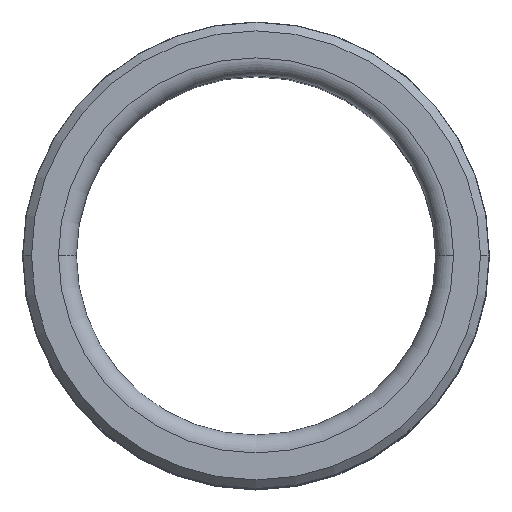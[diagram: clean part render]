
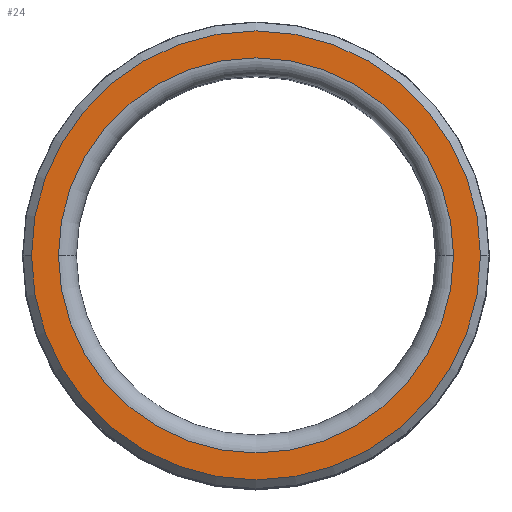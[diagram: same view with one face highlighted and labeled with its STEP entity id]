
A CAD part, top view. The second image highlights one B-rep face of the part: STEP entity #24.
In plain terms, the highlighted planar face has unit normal (0, 0, 1).
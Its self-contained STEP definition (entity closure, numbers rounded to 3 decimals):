
#24 = ADVANCED_FACE ( 'NONE', ( #583, #1260 ), #1335, .T. ) ;
#92 = DIRECTION ( 'NONE',  ( 1., 0., 0. ) ) ;
#169 = CARTESIAN_POINT ( 'NONE',  ( -12.5, 0., 35. ) ) ;
#281 = EDGE_LOOP ( 'NONE', ( #1199, #707 ) ) ;
#290 = EDGE_CURVE ( 'NONE', #838, #548, #405, .T. ) ;
#340 = ORIENTED_EDGE ( 'NONE', *, *, #290, .T. ) ;
#343 = DIRECTION ( 'NONE',  ( 0., 0., -1. ) ) ;
#368 = DIRECTION ( 'NONE',  ( 0., 0., -1. ) ) ;
#405 = CIRCLE ( 'NONE', #1577, 12.5 ) ;
#408 = VERTEX_POINT ( 'NONE', #430 ) ;
#430 = CARTESIAN_POINT ( 'NONE',  ( 11., 0., 35. ) ) ;
#476 = AXIS2_PLACEMENT_3D ( 'NONE', #1738, #968, #92 ) ;
#523 = AXIS2_PLACEMENT_3D ( 'NONE', #1205, #1201, #1082 ) ;
#537 = AXIS2_PLACEMENT_3D ( 'NONE', #1208, #368, #1340 ) ;
#548 = VERTEX_POINT ( 'NONE', #169 ) ;
#583 = FACE_BOUND ( 'NONE', #281, .T. ) ;
#584 = EDGE_CURVE ( 'NONE', #1209, #408, #1614, .T. ) ;
#601 = CARTESIAN_POINT ( 'NONE',  ( -11., 0., 35. ) ) ;
#707 = ORIENTED_EDGE ( 'NONE', *, *, #584, .T. ) ;
#711 = EDGE_LOOP ( 'NONE', ( #1365, #340 ) ) ;
#760 = DIRECTION ( 'NONE',  ( 0., 0., 1. ) ) ;
#838 = VERTEX_POINT ( 'NONE', #1601 ) ;
#968 = DIRECTION ( 'NONE',  ( 0., 0., 1. ) ) ;
#1015 = EDGE_CURVE ( 'NONE', #548, #838, #1725, .T. ) ;
#1082 = DIRECTION ( 'NONE',  ( 1., 0., 0. ) ) ;
#1183 = CARTESIAN_POINT ( 'NONE',  ( 0., 0., 35. ) ) ;
#1199 = ORIENTED_EDGE ( 'NONE', *, *, #1589, .T. ) ;
#1201 = DIRECTION ( 'NONE',  ( 0., 0., 1. ) ) ;
#1205 = CARTESIAN_POINT ( 'NONE',  ( 0., 0., 35. ) ) ;
#1208 = CARTESIAN_POINT ( 'NONE',  ( 0., 0., 35. ) ) ;
#1209 = VERTEX_POINT ( 'NONE', #601 ) ;
#1260 = FACE_OUTER_BOUND ( 'NONE', #711, .T. ) ;
#1318 = DIRECTION ( 'NONE',  ( 1., 0., 0. ) ) ;
#1335 = PLANE ( 'NONE',  #523 ) ;
#1340 = DIRECTION ( 'NONE',  ( 1., 0., 0. ) ) ;
#1361 = AXIS2_PLACEMENT_3D ( 'NONE', #1183, #343, #1318 ) ;
#1365 = ORIENTED_EDGE ( 'NONE', *, *, #1015, .T. ) ;
#1559 = CARTESIAN_POINT ( 'NONE',  ( 0., 0., 35. ) ) ;
#1573 = CIRCLE ( 'NONE', #537, 11. ) ;
#1577 = AXIS2_PLACEMENT_3D ( 'NONE', #1559, #760, #1683 ) ;
#1589 = EDGE_CURVE ( 'NONE', #408, #1209, #1573, .T. ) ;
#1601 = CARTESIAN_POINT ( 'NONE',  ( 12.5, 0., 35. ) ) ;
#1614 = CIRCLE ( 'NONE', #1361, 11. ) ;
#1683 = DIRECTION ( 'NONE',  ( 1., 0., 0. ) ) ;
#1725 = CIRCLE ( 'NONE', #476, 12.5 ) ;
#1738 = CARTESIAN_POINT ( 'NONE',  ( 0., 0., 35. ) ) ;
